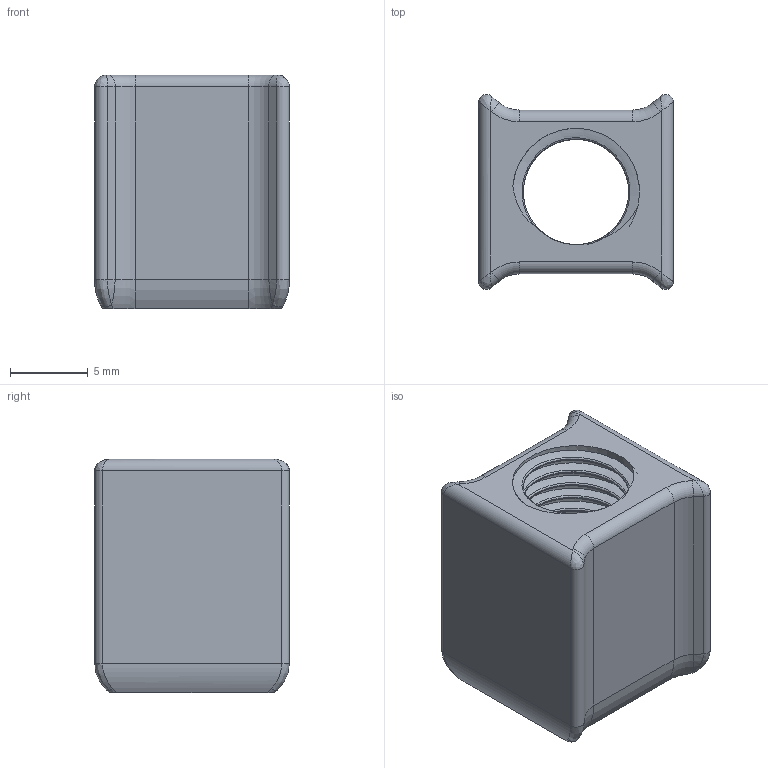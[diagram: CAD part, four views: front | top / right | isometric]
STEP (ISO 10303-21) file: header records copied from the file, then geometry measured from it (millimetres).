
FILE_DESCRIPTION(/* description */ (''),/* implementation_level */ '2;1');
FILE_NAME(/* name */ 'Lead screw rotation stop.stp',/* time_stamp */ '2024-08-09T23:26:43-06:00',/* author */ ('PC'),/* organization */ (''),/* preprocessor_version */ 'ST-DEVELOPER v20',/* originating_system */ 'Autodesk Inventor 2025',/* authorisation */ '');
FILE_SCHEMA (('AUTOMOTIVE_DESIGN { 1 0 10303 214 3 1 1 }'));
Length unit declared in the file: millimetre
Products named in the file (1): Lead screw rotation stop
Bounding box: 12.5 x 12.5 x 15 mm (x, y, z)
Volume: 1323.7 mm3; surface area: 1636.5 mm2
Topology: 1 solids, 1 shells, 90 faces, 475 edges, 336 vertices
Faces by surface type: cylinder 56, bspline 16, plane 10, torus 8
Full cylindrical faces by diameter (mm): 6.77 x14, 8.15 x14
Entity records: 26494 total; most frequent: CARTESIAN_POINT 23471, ORIENTED_EDGE 848, EDGE_CURVE 424, DIRECTION 356, VERTEX_POINT 336, B_SPLINE_CURVE_WITH_KNOTS 284, AXIS2_PLACEMENT_3D 141, EDGE_LOOP 92
